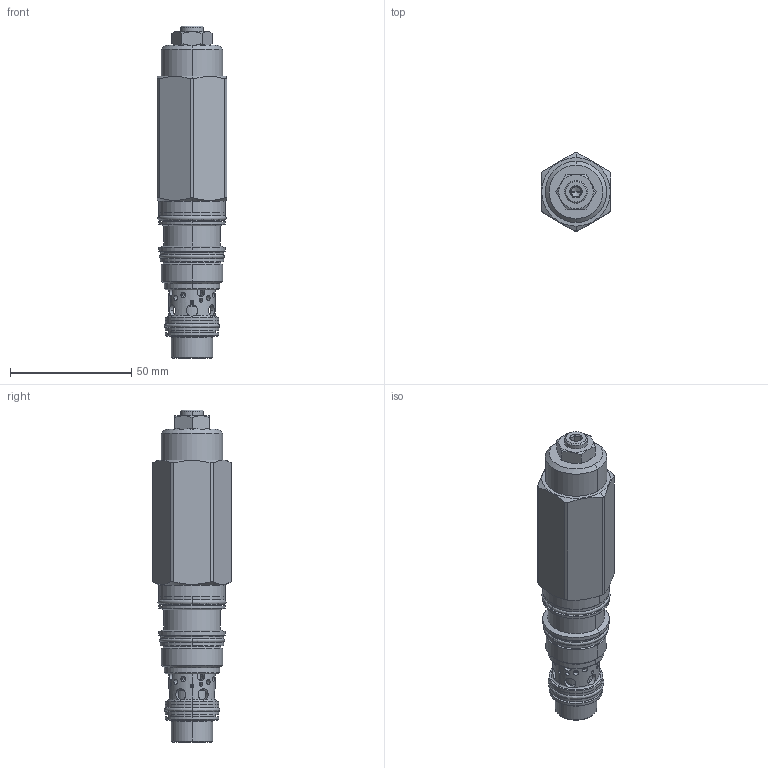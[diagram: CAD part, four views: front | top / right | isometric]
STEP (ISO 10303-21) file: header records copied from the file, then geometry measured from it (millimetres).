
FILE_DESCRIPTION((''),'2;1');
FILE_NAME('MBEB-LHN_PRT','2015-11-19T',('Administrator'),(''),'PRO/ENGINEER BY PARAMETRIC TECHNOLOGY CORPORATION, 2006240','PRO/ENGINEER BY PARAMETRIC TECHNOLOGY CORPORATION, 2006240','');
FILE_SCHEMA(('CONFIG_CONTROL_DESIGN'));
Length unit declared in the file: inch
Products named in the file (1): MBEB-LHN_PRT
Bounding box: 28.57 x 32.21 x 136.77 mm (x, y, z)
Volume: 67120.7 mm3; surface area: 19141.1 mm2
Topology: 5 solids, 6 shells, 357 faces, 918 edges, 561 vertices
Faces by surface type: cylinder 178, cone 68, plane 57, torus 42, revolution 12
Entity records: 15140 total; most frequent: CARTESIAN_POINT 6576, ORIENTED_EDGE 1816, DIRECTION 1686, EDGE_CURVE 908, AXIS2_PLACEMENT_3D 695, VERTEX_POINT 557, EDGE_LOOP 457, FACE_OUTER_BOUND 357
